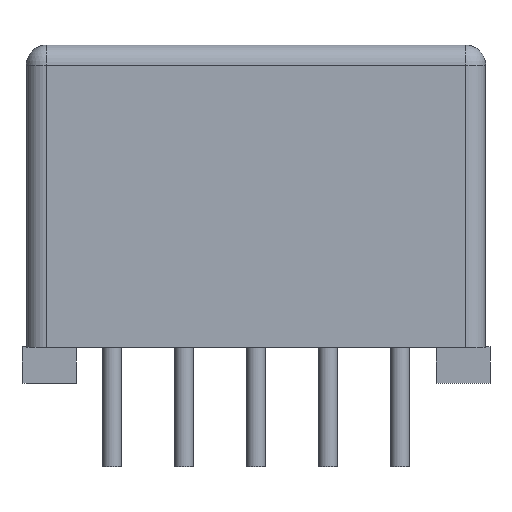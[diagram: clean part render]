
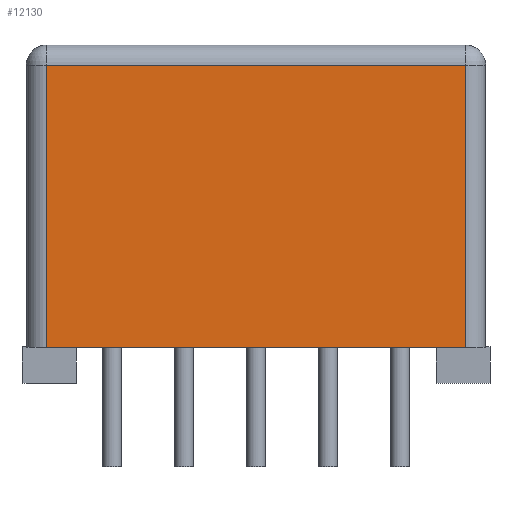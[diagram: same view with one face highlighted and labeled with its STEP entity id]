
A CAD part, left-side view. The second image highlights one B-rep face of the part: STEP entity #12130.
In plain terms, the highlighted planar face has unit normal (-1, 0, 0).
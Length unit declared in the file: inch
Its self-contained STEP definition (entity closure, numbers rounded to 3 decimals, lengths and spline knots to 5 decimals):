
#11826=CARTESIAN_POINT('',(-0.5855,0.291,0.182));
#11827=VERTEX_POINT('',#11826);
#11890=CARTESIAN_POINT('',(-0.5855,-0.291,0.182));
#11891=VERTEX_POINT('',#11890);
#11923=CARTESIAN_POINT('',(-0.5855,-0.291,-0.21));
#11924=VERTEX_POINT('',#11923);
#11941=CARTESIAN_POINT('',(-0.5855,-0.291,0.182));
#11942=DIRECTION('',(0.0,0.0,-1.0));
#11943=VECTOR('',#11942,0.392);
#11944=LINE('',#11941,#11943);
#11945=EDGE_CURVE('',#11891,#11924,#11944,.T.);
#11973=CARTESIAN_POINT('',(-0.5855,0.291,0.182));
#11974=DIRECTION('',(0.0,-1.0,0.0));
#11975=VECTOR('',#11974,0.582);
#11976=LINE('',#11973,#11975);
#11977=EDGE_CURVE('',#11827,#11891,#11976,.T.);
#12040=CARTESIAN_POINT('',(-0.5855,0.291,-0.21));
#12041=VERTEX_POINT('',#12040);
#12049=CARTESIAN_POINT('',(-0.5855,0.291,-0.21));
#12050=DIRECTION('',(0.0,0.0,1.0));
#12051=VECTOR('',#12050,0.392);
#12052=LINE('',#12049,#12051);
#12053=EDGE_CURVE('',#12041,#11827,#12052,.T.);
#12114=CARTESIAN_POINT('',(-0.5855,-0.319,0.0));
#12115=DIRECTION('',(-1.0,0.0,0.0));
#12116=DIRECTION('',(0.0,0.0,1.0));
#12117=AXIS2_PLACEMENT_3D('',#12114,#12115,#12116);
#12118=PLANE('',#12117);
#12119=ORIENTED_EDGE('',*,*,#11945,.F.);
#12120=ORIENTED_EDGE('',*,*,#11977,.F.);
#12121=ORIENTED_EDGE('',*,*,#12053,.F.);
#12122=CARTESIAN_POINT('',(-0.5855,0.291,-0.21));
#12123=DIRECTION('',(0.0,-1.0,0.0));
#12124=VECTOR('',#12123,0.582);
#12125=LINE('',#12122,#12124);
#12126=EDGE_CURVE('',#12041,#11924,#12125,.T.);
#12127=ORIENTED_EDGE('',*,*,#12126,.T.);
#12128=EDGE_LOOP('',(#12119,#12120,#12121,#12127));
#12129=FACE_OUTER_BOUND('',#12128,.T.);
#12130=ADVANCED_FACE('',(#12129),#12118,.T.);
